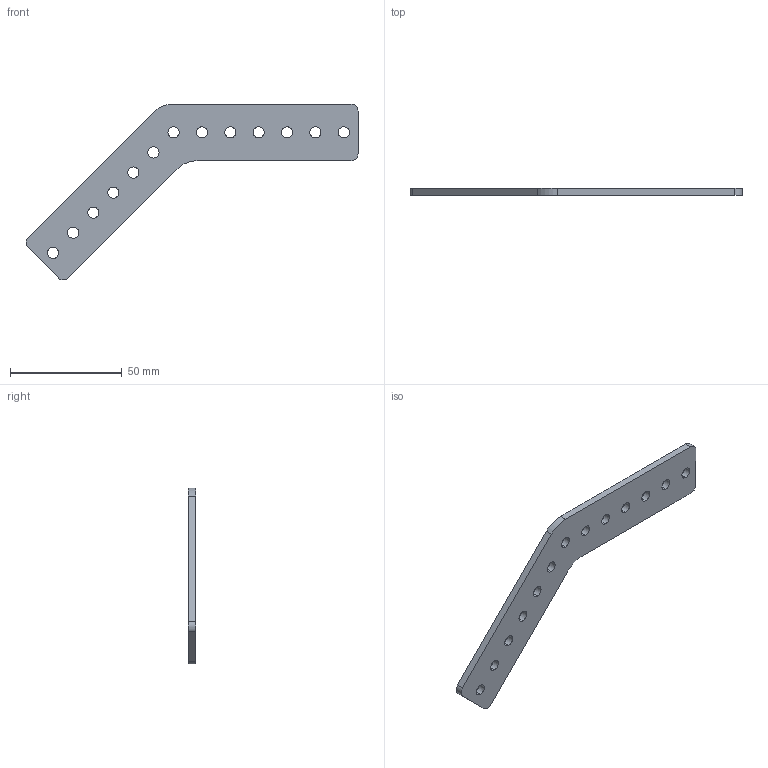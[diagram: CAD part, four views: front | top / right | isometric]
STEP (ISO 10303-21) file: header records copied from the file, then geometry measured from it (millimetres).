
FILE_DESCRIPTION (( 'STEP AP203' ), '1' );
FILE_NAME ('am-4164a 0.5IN 135 Degree Gusset.STEP', '2024-11-13T19:58:39', ( '' ), ( '' ), 'SwSTEP 2.0', 'SolidWorks 2024', '' );
FILE_SCHEMA (( 'CONFIG_CONTROL_DESIGN' ));
Length unit declared in the file: inch
Products named in the file (1): am-4164a 0.5IN 135 Degree Gusset
Bounding box: 148.57 x 3.17 x 78.74 mm (x, y, z)
Volume: 12483.6 mm3; surface area: 9698.1 mm2
Topology: 1 solids, 1 shells, 41 faces, 117 edges, 78 vertices
Faces by surface type: cylinder 33, plane 8
Entity records: 1508 total; most frequent: DIRECTION 267, CARTESIAN_POINT 237, ORIENTED_EDGE 234, EDGE_CURVE 117, AXIS2_PLACEMENT_3D 108, VERTEX_POINT 78, EDGE_LOOP 67, CIRCLE 66
